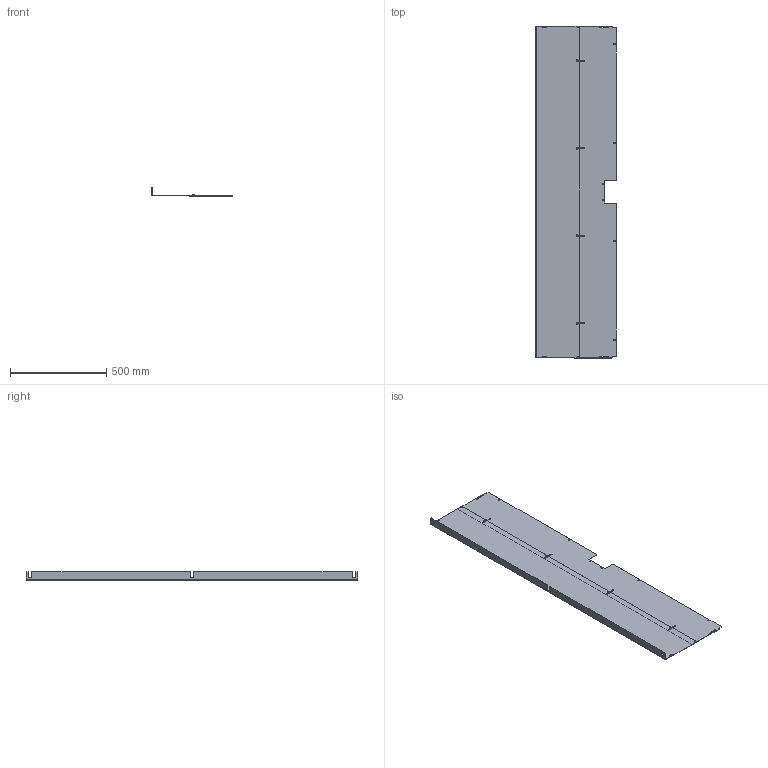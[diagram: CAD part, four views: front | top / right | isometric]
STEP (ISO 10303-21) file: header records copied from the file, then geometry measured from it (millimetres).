
FILE_DESCRIPTION (( 'STEP AP203' ), '1' );
FILE_NAME ('SCE-BP6818.step', '2021-01-08T15:49:22', ( 'ADC123' ), ( 'Microsoft' ), 'SwSTEP 2.0', 'SolidWorks 2019', '' );
FILE_SCHEMA (( 'CONFIG_CONTROL_DESIGN' ));
Length unit declared in the file: inch
Products named in the file (1): SCE-BP6818
Bounding box: 417.58 x 1725.61 x 43.18 mm (x, y, z)
Volume: 1583323.4 mm3; surface area: 1680106.7 mm2
Topology: 6 solids, 6 shells, 146 faces, 386 edges, 256 vertices
Faces by surface type: cylinder 71, plane 63, cone 12
Full cylindrical faces by diameter (mm): 5.537 x2, 6.35 x10, 8.712 x4, 8.738 x4, 11.176 x4
Entity records: 4493 total; most frequent: DIRECTION 790, CARTESIAN_POINT 737, ORIENTED_EDGE 684, EDGE_CURVE 342, AXIS2_PLACEMENT_3D 301, VERTEX_POINT 248, EDGE_LOOP 238, LINE 188
